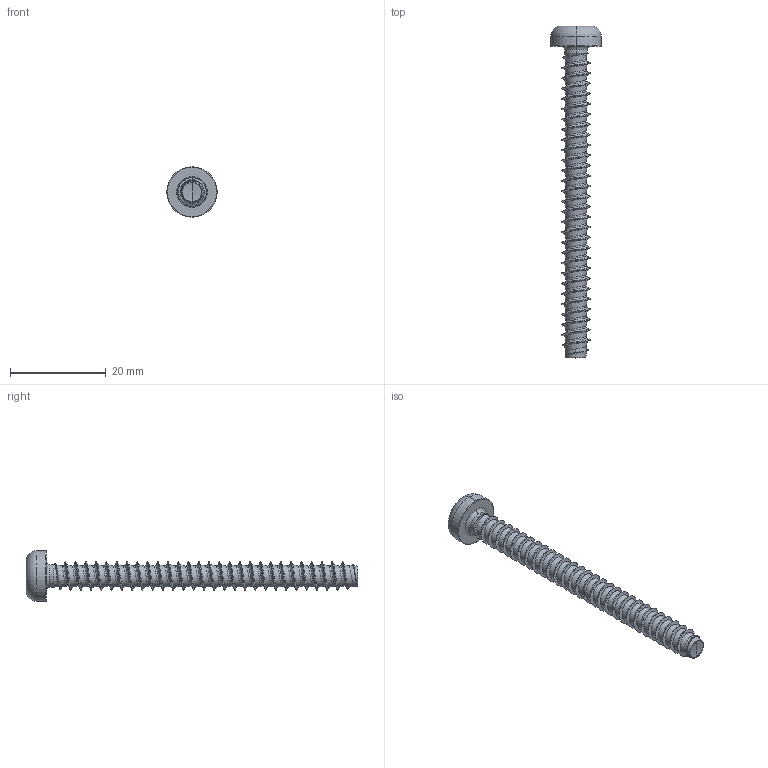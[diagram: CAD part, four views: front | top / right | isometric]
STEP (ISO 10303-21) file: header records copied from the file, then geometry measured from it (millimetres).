
FILE_DESCRIPTION (( 'STEP AP203' ), '1' );
FILE_NAME ('STP390600650.STEP', '2017-08-15T20:03:54', ( '' ), ( '' ), 'SwSTEP 2.0', 'SolidWorks 2015', '' );
FILE_SCHEMA (( 'CONFIG_CONTROL_DESIGN' ));
Products named in the file (1): STP390600650
Bounding box: 10.5 x 69.19 x 10.5 mm (x, y, z)
Volume: 1378.5 mm3; surface area: 1768.6 mm2
Topology: 1 solids, 1 shells, 143 faces, 374 edges, 233 vertices
Faces by surface type: cylinder 85, bspline 35, cone 11, torus 6, sphere 4, plane 2
Entity records: 59846 total; most frequent: CARTESIAN_POINT 56833, ORIENTED_EDGE 744, DIRECTION 446, EDGE_CURVE 372, VERTEX_POINT 233, AXIS2_PLACEMENT_3D 173, B_SPLINE_CURVE_WITH_KNOTS 149, EDGE_LOOP 145
